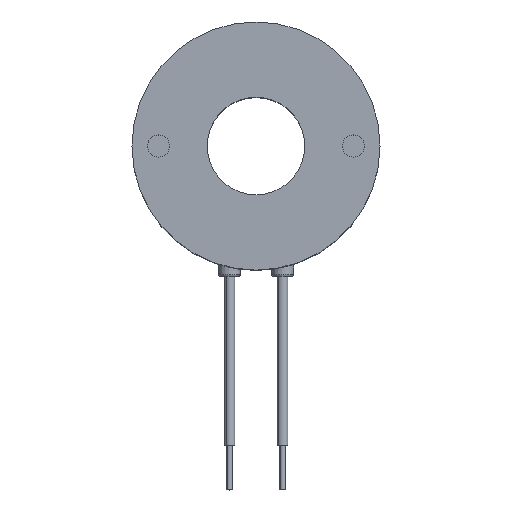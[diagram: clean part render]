
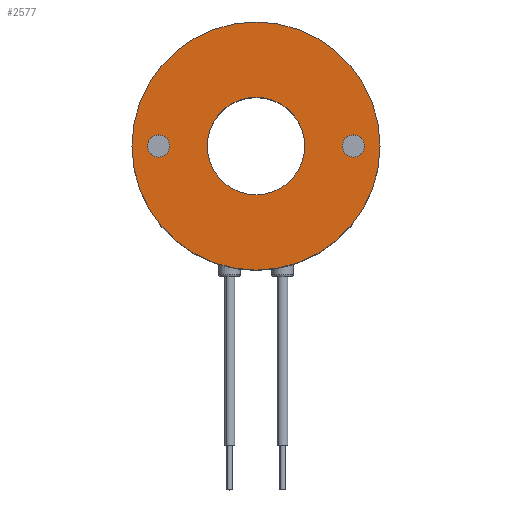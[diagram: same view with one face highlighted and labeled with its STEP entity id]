
A CAD part, top view. The second image highlights one B-rep face of the part: STEP entity #2577.
In plain terms, the highlighted planar face has unit normal (0, 0, 1).
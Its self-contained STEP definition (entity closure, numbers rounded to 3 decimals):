
#12 = CIRCLE ( 'NONE', #2384, 1.25 ) ;
#24 = EDGE_CURVE ( 'NONE', #4793, #2275, #5016, .T. ) ;
#59 = DIRECTION ( 'NONE',  ( 0., 0., 1. ) ) ;
#81 = AXIS2_PLACEMENT_3D ( 'NONE', #3495, #3802, #5038 ) ;
#86 = DIRECTION ( 'NONE',  ( 0., 1., 0. ) ) ;
#285 = DIRECTION ( 'NONE',  ( 0., 0., 1. ) ) ;
#305 = DIRECTION ( 'NONE',  ( 0., 1., 0. ) ) ;
#329 = DIRECTION ( 'NONE',  ( 0., 1., 0. ) ) ;
#333 = EDGE_CURVE ( 'NONE', #1977, #516, #12, .T. ) ;
#423 = PLANE ( 'NONE',  #2481 ) ;
#428 = CIRCLE ( 'NONE', #2403, 14. ) ;
#491 = ORIENTED_EDGE ( 'NONE', *, *, #2812, .T. ) ;
#516 = VERTEX_POINT ( 'NONE', #2376 ) ;
#524 = DIRECTION ( 'NONE',  ( 0., 0., 1. ) ) ;
#543 = VERTEX_POINT ( 'NONE', #2268 ) ;
#553 = CIRCLE ( 'NONE', #1459, 14. ) ;
#557 = CARTESIAN_POINT ( 'NONE',  ( 0., -14., 0. ) ) ;
#590 = ORIENTED_EDGE ( 'NONE', *, *, #24, .F. ) ;
#591 = CARTESIAN_POINT ( 'NONE',  ( 0., 14., 0. ) ) ;
#623 = ORIENTED_EDGE ( 'NONE', *, *, #4531, .F. ) ;
#825 = CARTESIAN_POINT ( 'NONE',  ( 0., 0., 0. ) ) ;
#1018 = DIRECTION ( 'NONE',  ( 0., 1., 0. ) ) ;
#1091 = EDGE_CURVE ( 'NONE', #516, #1977, #4097, .T. ) ;
#1113 = FACE_BOUND ( 'NONE', #2534, .T. ) ;
#1124 = EDGE_CURVE ( 'NONE', #543, #4930, #1688, .T. ) ;
#1169 = CARTESIAN_POINT ( 'NONE',  ( -11., 1.25, 0. ) ) ;
#1198 = ORIENTED_EDGE ( 'NONE', *, *, #1124, .F. ) ;
#1459 = AXIS2_PLACEMENT_3D ( 'NONE', #1508, #524, #3561 ) ;
#1508 = CARTESIAN_POINT ( 'NONE',  ( 0., 0., 0. ) ) ;
#1518 = VERTEX_POINT ( 'NONE', #591 ) ;
#1533 = CARTESIAN_POINT ( 'NONE',  ( 0., 0., 0. ) ) ;
#1688 = CIRCLE ( 'NONE', #4227, 5.5 ) ;
#1977 = VERTEX_POINT ( 'NONE', #2743 ) ;
#1981 = CARTESIAN_POINT ( 'NONE',  ( -5.5, 0., 0. ) ) ;
#1989 = CARTESIAN_POINT ( 'NONE',  ( 0., -5.5, 0. ) ) ;
#2121 = CIRCLE ( 'NONE', #4804, 5.5 ) ;
#2250 = CARTESIAN_POINT ( 'NONE',  ( -11., 0., 0. ) ) ;
#2252 = CARTESIAN_POINT ( 'NONE',  ( 11., 0., 0. ) ) ;
#2268 = CARTESIAN_POINT ( 'NONE',  ( 0., 5.5, 0. ) ) ;
#2275 = VERTEX_POINT ( 'NONE', #1169 ) ;
#2376 = CARTESIAN_POINT ( 'NONE',  ( 11., 1.25, 0. ) ) ;
#2384 = AXIS2_PLACEMENT_3D ( 'NONE', #4182, #2971, #1018 ) ;
#2403 = AXIS2_PLACEMENT_3D ( 'NONE', #825, #59, #86 ) ;
#2481 = AXIS2_PLACEMENT_3D ( 'NONE', #1981, #3541, #3054 ) ;
#2534 = EDGE_LOOP ( 'NONE', ( #1198, #623 ) ) ;
#2577 = ADVANCED_FACE ( 'NONE', ( #3431, #3560, #4973, #1113 ), #423, .T. ) ;
#2643 = ORIENTED_EDGE ( 'NONE', *, *, #4030, .T. ) ;
#2701 = CIRCLE ( 'NONE', #81, 1.25 ) ;
#2743 = CARTESIAN_POINT ( 'NONE',  ( 11., -1.25, 0. ) ) ;
#2744 = EDGE_LOOP ( 'NONE', ( #590, #4328 ) ) ;
#2765 = CARTESIAN_POINT ( 'NONE',  ( -11., -1.25, 0. ) ) ;
#2812 = EDGE_CURVE ( 'NONE', #1518, #5000, #428, .T. ) ;
#2971 = DIRECTION ( 'NONE',  ( 0., 0., 1. ) ) ;
#3000 = DIRECTION ( 'NONE',  ( 0., 1., 0. ) ) ;
#3054 = DIRECTION ( 'NONE',  ( 0., 1., 0. ) ) ;
#3233 = AXIS2_PLACEMENT_3D ( 'NONE', #2250, #3808, #305 ) ;
#3431 = FACE_BOUND ( 'NONE', #4882, .T. ) ;
#3455 = DIRECTION ( 'NONE',  ( 0., 0., 1. ) ) ;
#3495 = CARTESIAN_POINT ( 'NONE',  ( -11., 0., 0. ) ) ;
#3541 = DIRECTION ( 'NONE',  ( 0., 0., 1. ) ) ;
#3560 = FACE_BOUND ( 'NONE', #2744, .T. ) ;
#3561 = DIRECTION ( 'NONE',  ( 0., 1., 0. ) ) ;
#3802 = DIRECTION ( 'NONE',  ( 0., 0., 1. ) ) ;
#3808 = DIRECTION ( 'NONE',  ( 0., 0., 1. ) ) ;
#3837 = CARTESIAN_POINT ( 'NONE',  ( 0., 0., 0. ) ) ;
#3932 = EDGE_LOOP ( 'NONE', ( #491, #2643 ) ) ;
#4030 = EDGE_CURVE ( 'NONE', #5000, #1518, #553, .T. ) ;
#4097 = CIRCLE ( 'NONE', #4908, 1.25 ) ;
#4141 = ORIENTED_EDGE ( 'NONE', *, *, #333, .F. ) ;
#4182 = CARTESIAN_POINT ( 'NONE',  ( 11., 0., 0. ) ) ;
#4212 = DIRECTION ( 'NONE',  ( 0., 1., 0. ) ) ;
#4227 = AXIS2_PLACEMENT_3D ( 'NONE', #1533, #285, #4212 ) ;
#4320 = EDGE_CURVE ( 'NONE', #2275, #4793, #2701, .T. ) ;
#4321 = DIRECTION ( 'NONE',  ( 0., 0., 1. ) ) ;
#4328 = ORIENTED_EDGE ( 'NONE', *, *, #4320, .F. ) ;
#4437 = ORIENTED_EDGE ( 'NONE', *, *, #1091, .F. ) ;
#4531 = EDGE_CURVE ( 'NONE', #4930, #543, #2121, .T. ) ;
#4793 = VERTEX_POINT ( 'NONE', #2765 ) ;
#4804 = AXIS2_PLACEMENT_3D ( 'NONE', #3837, #4321, #329 ) ;
#4882 = EDGE_LOOP ( 'NONE', ( #4141, #4437 ) ) ;
#4908 = AXIS2_PLACEMENT_3D ( 'NONE', #2252, #3455, #3000 ) ;
#4930 = VERTEX_POINT ( 'NONE', #1989 ) ;
#4973 = FACE_OUTER_BOUND ( 'NONE', #3932, .T. ) ;
#5000 = VERTEX_POINT ( 'NONE', #557 ) ;
#5016 = CIRCLE ( 'NONE', #3233, 1.25 ) ;
#5038 = DIRECTION ( 'NONE',  ( 0., 1., 0. ) ) ;
